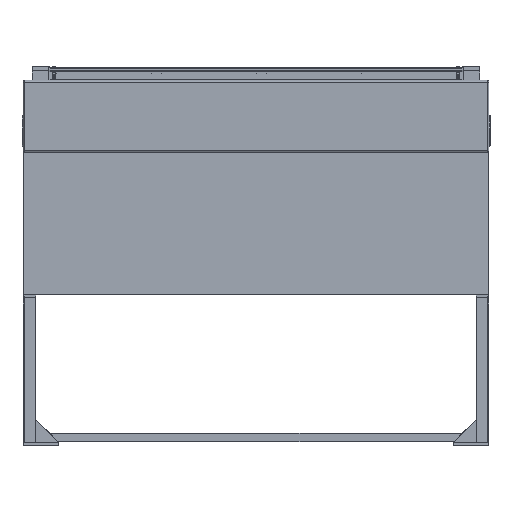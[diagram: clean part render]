
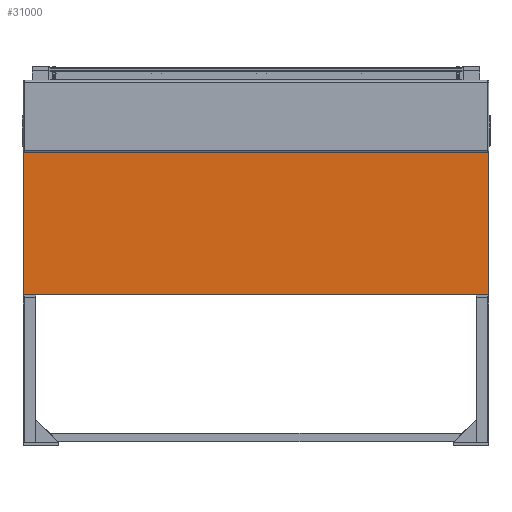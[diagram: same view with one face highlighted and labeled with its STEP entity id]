
A CAD part, left-side view. The second image highlights one B-rep face of the part: STEP entity #31000.
In plain terms, the highlighted face is planar.
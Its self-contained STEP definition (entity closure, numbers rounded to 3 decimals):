
#30987=AXIS2_PLACEMENT_3D('Plane Axis2P3D',#30984,#30985,#30986) ;
#28077=CARTESIAN_POINT('Vertex',(1110.6,-155.,700.1)) ;
#28080=CARTESIAN_POINT('Line Origine',(1110.6,-155.,530.1)) ;
#28084=CARTESIAN_POINT('Vertex',(1110.6,-155.,360.1)) ;
#30820=CARTESIAN_POINT('Line Origine',(555.3,-155.,360.1)) ;
#30824=CARTESIAN_POINT('Vertex',(0.,-155.,360.1)) ;
#30956=CARTESIAN_POINT('Line Origine',(0.,-155.,530.1)) ;
#30960=CARTESIAN_POINT('Vertex',(0.,-155.,700.1)) ;
#30984=CARTESIAN_POINT('Axis2P3D Location',(0.,-155.,360.1)) ;
#30989=CARTESIAN_POINT('Line Origine',(555.3,-155.,700.1)) ;
#28081=DIRECTION('Vector Direction',(0.,0.,-1.)) ;
#30821=DIRECTION('Vector Direction',(1.,0.,0.)) ;
#30957=DIRECTION('Vector Direction',(0.,0.,-1.)) ;
#30985=DIRECTION('Axis2P3D Direction',(0.,1.,-0.)) ;
#30986=DIRECTION('Axis2P3D XDirection',(-1.,0.,0.)) ;
#30990=DIRECTION('Vector Direction',(1.,0.,0.)) ;
#28082=VECTOR('Line Direction',#28081,1.) ;
#30822=VECTOR('Line Direction',#30821,1.) ;
#30958=VECTOR('Line Direction',#30957,1.) ;
#30991=VECTOR('Line Direction',#30990,1.) ;
#30995=ORIENTED_EDGE('',*,*,#30962,.T.) ;
#30996=ORIENTED_EDGE('',*,*,#30826,.T.) ;
#30997=ORIENTED_EDGE('',*,*,#28086,.F.) ;
#30998=ORIENTED_EDGE('',*,*,#30993,.F.) ;
#31000=ADVANCED_FACE('Hauptkoerper_nicht_benutzen',(#30999),#30988,.F.) ;
#28086=EDGE_CURVE('',#28078,#28085,#28083,.T.) ;
#30826=EDGE_CURVE('',#30825,#28085,#30823,.T.) ;
#30962=EDGE_CURVE('',#30961,#30825,#30959,.T.) ;
#30993=EDGE_CURVE('',#30961,#28078,#30992,.T.) ;
#30994=EDGE_LOOP('',(#30995,#30996,#30997,#30998)) ;
#30999=FACE_OUTER_BOUND('',#30994,.T.) ;
#28083=LINE('Line',#28080,#28082) ;
#30823=LINE('Line',#30820,#30822) ;
#30959=LINE('Line',#30956,#30958) ;
#30992=LINE('Line',#30989,#30991) ;
#30988=PLANE('Plane',#30987) ;
#28078=VERTEX_POINT('',#28077) ;
#28085=VERTEX_POINT('',#28084) ;
#30825=VERTEX_POINT('',#30824) ;
#30961=VERTEX_POINT('',#30960) ;
